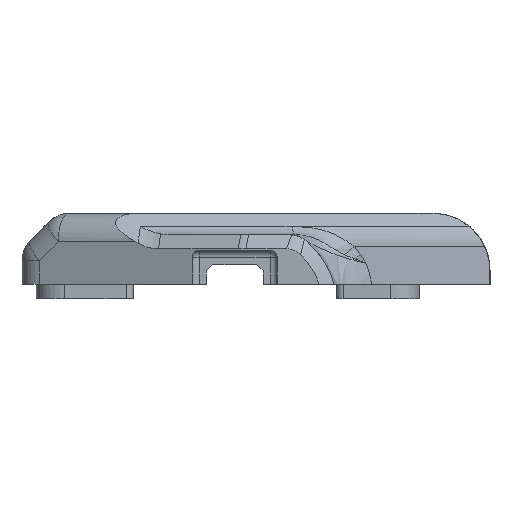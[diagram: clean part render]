
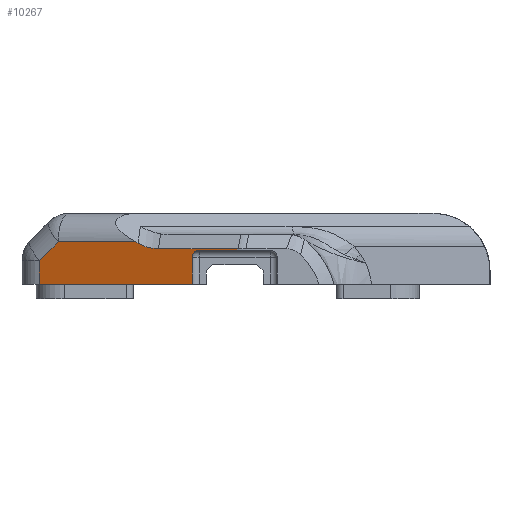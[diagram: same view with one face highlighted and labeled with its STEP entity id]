
A CAD part, front view. The second image highlights one B-rep face of the part: STEP entity #10267.
In plain terms, the highlighted planar face has unit normal (-0.387, -0.922, 0).
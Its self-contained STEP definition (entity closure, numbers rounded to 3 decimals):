
#3504=CARTESIAN_POINT('',(20.,-13.065,0.));
#3505=VERTEX_POINT('',#3504);
#3512=CARTESIAN_POINT('',(-1.547,-4.029,-0.));
#3513=VERTEX_POINT('',#3512);
#3514=CARTESIAN_POINT('',(20.,-13.065,0.));
#3515=DIRECTION('',(-0.922,0.387,-0.));
#3516=VECTOR('',#3515,23.365);
#3517=LINE('',#3514,#3516);
#3518=EDGE_CURVE('',#3505,#3513,#3517,.T.);
#4135=CARTESIAN_POINT('',(12.026,-9.721,6.));
#4136=VERTEX_POINT('',#4135);
#4144=CARTESIAN_POINT('',(12.382,-9.87,5.802));
#4145=VERTEX_POINT('',#4144);
#4146=CARTESIAN_POINT('',(12.382,-9.87,5.802));
#4147=DIRECTION('',(-0.82,0.344,0.457));
#4148=VECTOR('',#4147,0.434);
#4149=LINE('',#4146,#4148);
#4150=EDGE_CURVE('',#4145,#4136,#4149,.T.);
#4342=CARTESIAN_POINT('',(26.258,-15.689,4.8));
#4343=VERTEX_POINT('',#4342);
#4344=CARTESIAN_POINT('',(26.258,-15.689,5.));
#4345=VERTEX_POINT('',#4344);
#4346=CARTESIAN_POINT('',(26.258,-15.689,4.8));
#4347=DIRECTION('',(-0.,-0.,1.));
#4348=VECTOR('',#4347,0.2);
#4349=LINE('',#4346,#4348);
#4350=EDGE_CURVE('',#4343,#4345,#4349,.T.);
#5458=CARTESIAN_POINT('',(1.11,-5.143,6.));
#5459=VERTEX_POINT('',#5458);
#5467=CARTESIAN_POINT('',(12.026,-9.721,6.));
#5468=DIRECTION('',(-0.922,0.387,-0.));
#5469=VECTOR('',#5468,11.837);
#5470=LINE('',#5467,#5469);
#5471=EDGE_CURVE('',#4136,#5459,#5470,.T.);
#5500=CARTESIAN_POINT('',(-1.547,-4.029,3.343));
#5501=VERTEX_POINT('',#5500);
#5509=CARTESIAN_POINT('',(1.11,-5.143,6.));
#5510=DIRECTION('',(-0.678,0.284,-0.678));
#5511=VECTOR('',#5510,3.919);
#5512=LINE('',#5509,#5511);
#5513=EDGE_CURVE('',#5459,#5501,#5512,.T.);
#5556=CARTESIAN_POINT('',(-1.547,-4.029,3.343));
#5557=DIRECTION('',(0.,0.,-1.));
#5558=VECTOR('',#5557,3.343);
#5559=LINE('',#5556,#5558);
#5560=EDGE_CURVE('',#5501,#3513,#5559,.T.);
#6633=CARTESIAN_POINT('',(15.264,-11.078,5.));
#6634=VERTEX_POINT('',#6633);
#6635=CARTESIAN_POINT('',(13.823,-10.474,16.314));
#6636=DIRECTION('',(0.387,0.922,0.));
#6637=DIRECTION('',(-0.246,0.103,0.964));
#6638=AXIS2_PLACEMENT_3D('',#6635,#6636,#6637);
#6639=ELLIPSE('',#6638,11.527,8.);
#6640=EDGE_CURVE('',#6634,#4145,#6639,.T.);
#8240=CARTESIAN_POINT('',(26.258,-15.689,5.));
#8241=DIRECTION('',(-0.922,0.387,-0.));
#8242=VECTOR('',#8241,11.922);
#8243=LINE('',#8240,#8242);
#8244=EDGE_CURVE('',#4345,#6634,#8243,.T.);
#10229=CARTESIAN_POINT('',(11.5,-9.5,7.));
#10230=DIRECTION('',(-0.387,-0.922,-0.));
#10231=DIRECTION('',(0.922,-0.387,0.));
#10232=AXIS2_PLACEMENT_3D('',#10229,#10230,#10231);
#10233=PLANE('',#10232);
#10234=CARTESIAN_POINT('',(20.,-13.065,3.8));
#10235=VERTEX_POINT('',#10234);
#10236=CARTESIAN_POINT('',(20.,-13.065,3.8));
#10237=DIRECTION('',(0.,0.,-1.));
#10238=VECTOR('',#10237,3.8);
#10239=LINE('',#10236,#10238);
#10240=EDGE_CURVE('',#10235,#3505,#10239,.T.);
#10241=ORIENTED_EDGE('',*,*,#10240,.F.);
#10242=CARTESIAN_POINT('',(21.,-13.484,4.8));
#10243=VERTEX_POINT('',#10242);
#10244=CARTESIAN_POINT('',(21.,-13.484,3.8));
#10245=DIRECTION('',(0.387,0.922,0.));
#10246=DIRECTION('',(0.922,-0.387,0.));
#10247=AXIS2_PLACEMENT_3D('',#10244,#10245,#10246);
#10248=ELLIPSE('',#10247,1.084,1.);
#10249=EDGE_CURVE('',#10235,#10243,#10248,.T.);
#10250=ORIENTED_EDGE('',*,*,#10249,.T.);
#10251=CARTESIAN_POINT('',(26.258,-15.689,4.8));
#10252=DIRECTION('',(-0.922,0.387,-0.));
#10253=VECTOR('',#10252,5.701);
#10254=LINE('',#10251,#10253);
#10255=EDGE_CURVE('',#4343,#10243,#10254,.T.);
#10256=ORIENTED_EDGE('',*,*,#10255,.F.);
#10257=ORIENTED_EDGE('',*,*,#4350,.T.);
#10258=ORIENTED_EDGE('',*,*,#8244,.T.);
#10259=ORIENTED_EDGE('',*,*,#6640,.T.);
#10260=ORIENTED_EDGE('',*,*,#4150,.T.);
#10261=ORIENTED_EDGE('',*,*,#5471,.T.);
#10262=ORIENTED_EDGE('',*,*,#5513,.T.);
#10263=ORIENTED_EDGE('',*,*,#5560,.T.);
#10264=ORIENTED_EDGE('',*,*,#3518,.F.);
#10265=EDGE_LOOP('',(#10241,#10250,#10256,#10257,#10258,#10259,#10260,#10261,#10262,#10263,#10264));
#10266=FACE_BOUND('',#10265,.T.);
#10267=ADVANCED_FACE('',(#10266),#10233,.T.);
